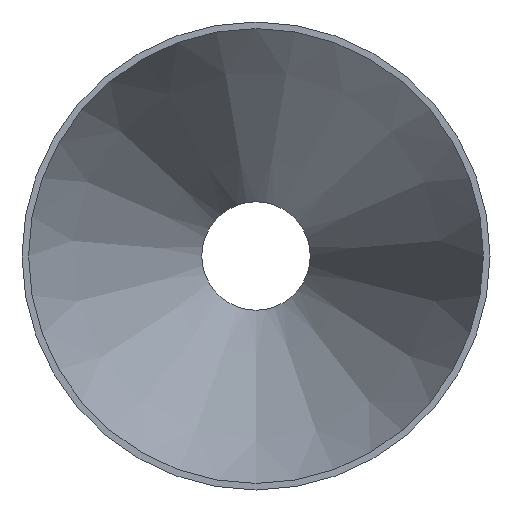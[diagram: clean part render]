
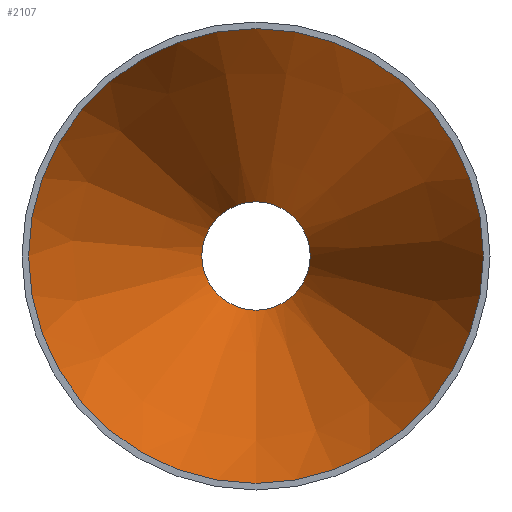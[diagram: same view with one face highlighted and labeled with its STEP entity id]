
A CAD part, front view. The second image highlights one B-rep face of the part: STEP entity #2107.
In plain terms, the highlighted conical face has half-angle 22.153 degrees and reference radius 74.841 mm.
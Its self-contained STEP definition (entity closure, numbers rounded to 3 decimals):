
#857 = CARTESIAN_POINT ( 'NONE',  ( 0., 0., 0. ) ) ;
#987 = CARTESIAN_POINT ( 'NONE',  ( 0., 140., 0. ) ) ;
#2030 = EDGE_CURVE ( 'NONE', #20692, #20692, #16289, .T. ) ;
#2107 = ADVANCED_FACE ( 'NONE', ( #24772, #14828 ), #16814, .F. ) ;
#2353 = AXIS2_PLACEMENT_3D ( 'NONE', #857, #2833, #4685 ) ;
#2833 = DIRECTION ( 'NONE',  ( 0., -1., 0. ) ) ;
#4045 = VERTEX_POINT ( 'NONE', #10324 ) ;
#4685 = DIRECTION ( 'NONE',  ( 0., 0., -1. ) ) ;
#4789 = AXIS2_PLACEMENT_3D ( 'NONE', #987, #9086, #7084 ) ;
#5547 = ORIENTED_EDGE ( 'NONE', *, *, #17098, .T. ) ;
#7084 = DIRECTION ( 'NONE',  ( 0., 0., -1. ) ) ;
#7198 = EDGE_LOOP ( 'NONE', ( #5547 ) ) ;
#9086 = DIRECTION ( 'NONE',  ( 0., -1., 0. ) ) ;
#10014 = CIRCLE ( 'NONE', #17629, 74.841 ) ;
#10075 = DIRECTION ( 'NONE',  ( 0., 0., -1. ) ) ;
#10324 = CARTESIAN_POINT ( 'NONE',  ( 0., 0., -74.841 ) ) ;
#12445 = DIRECTION ( 'NONE',  ( 0., -1., 0. ) ) ;
#14049 = CARTESIAN_POINT ( 'NONE',  ( 0., 140., -17.841 ) ) ;
#14828 = FACE_OUTER_BOUND ( 'NONE', #7198, .T. ) ;
#15033 = EDGE_LOOP ( 'NONE', ( #22111 ) ) ;
#16289 = CIRCLE ( 'NONE', #4789, 17.841 ) ;
#16308 = CARTESIAN_POINT ( 'NONE',  ( 0., 0., 0. ) ) ;
#16814 = CONICAL_SURFACE ( 'NONE', #2353, 74.841, 0.387 ) ;
#17098 = EDGE_CURVE ( 'NONE', #4045, #4045, #10014, .T. ) ;
#17629 = AXIS2_PLACEMENT_3D ( 'NONE', #16308, #12445, #10075 ) ;
#20692 = VERTEX_POINT ( 'NONE', #14049 ) ;
#22111 = ORIENTED_EDGE ( 'NONE', *, *, #2030, .F. ) ;
#24772 = FACE_BOUND ( 'NONE', #15033, .T. ) ;
